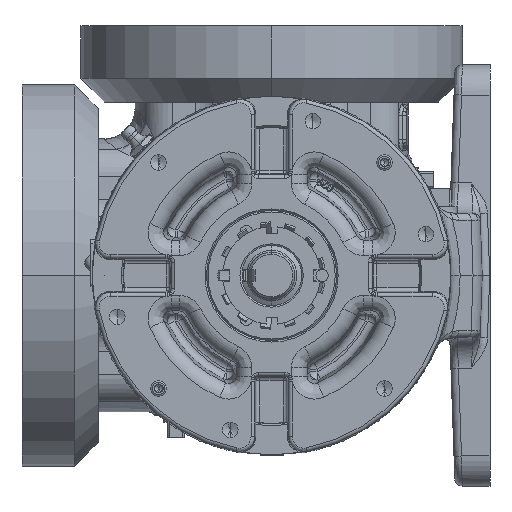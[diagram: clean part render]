
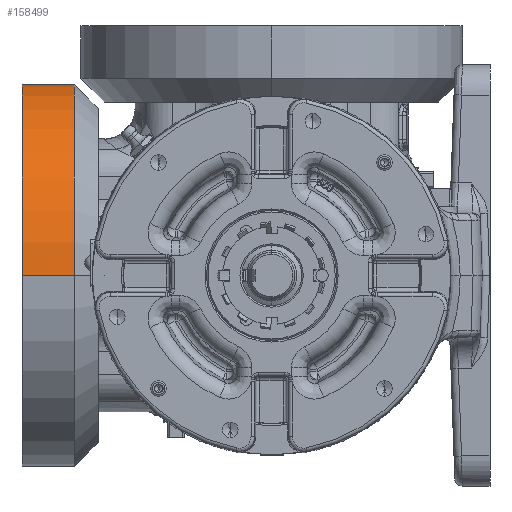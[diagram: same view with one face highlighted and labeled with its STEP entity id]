
A CAD part, left-side view. The second image highlights one B-rep face of the part: STEP entity #158499.
In plain terms, the highlighted cylindrical face has radius 77.724 mm (diameter 155.448 mm), a partial arc.
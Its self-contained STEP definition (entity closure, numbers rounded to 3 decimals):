
#3821 = CARTESIAN_POINT ( 'NONE',  ( 46.609, 80.264, 0. ) ) ;
#16034 = DIRECTION ( 'NONE',  ( 0., -1., 0. ) ) ;
#16405 = DIRECTION ( 'NONE',  ( 0., -1., 0. ) ) ;
#21140 = CARTESIAN_POINT ( 'NONE',  ( 124.333, 101.6, 0. ) ) ;
#28384 = EDGE_LOOP ( 'NONE', ( #47093, #98414, #130326, #68277 ) ) ;
#28605 = FACE_OUTER_BOUND ( 'NONE', #28384, .T. ) ;
#30241 = CARTESIAN_POINT ( 'NONE',  ( -31.115, 61.915, 0. ) ) ;
#31127 = DIRECTION ( 'NONE',  ( 0., -1., 0. ) ) ;
#34863 = CARTESIAN_POINT ( 'NONE',  ( 124.333, 61.915, 0. ) ) ;
#39690 = EDGE_CURVE ( 'NONE', #111414, #134998, #68648, .T. ) ;
#44848 = AXIS2_PLACEMENT_3D ( 'NONE', #97748, #16405, #113872 ) ;
#45925 = DIRECTION ( 'NONE',  ( -1., 0., 0. ) ) ;
#47093 = ORIENTED_EDGE ( 'NONE', *, *, #81546, .F. ) ;
#68277 = ORIENTED_EDGE ( 'NONE', *, *, #39690, .F. ) ;
#68648 = CIRCLE ( 'NONE', #114344, 77.724 ) ;
#70027 = VERTEX_POINT ( 'NONE', #82573 ) ;
#81546 = EDGE_CURVE ( 'NONE', #99865, #111414, #157354, .T. ) ;
#82573 = CARTESIAN_POINT ( 'NONE',  ( -31.115, 101.6, 0. ) ) ;
#94514 = VECTOR ( 'NONE', #123709, 1000. ) ;
#97748 = CARTESIAN_POINT ( 'NONE',  ( 46.609, 101.6, 0. ) ) ;
#98414 = ORIENTED_EDGE ( 'NONE', *, *, #136146, .T. ) ;
#99150 = CARTESIAN_POINT ( 'NONE',  ( 46.609, 61.915, 0. ) ) ;
#99865 = VERTEX_POINT ( 'NONE', #21140 ) ;
#106502 = EDGE_CURVE ( 'NONE', #70027, #134998, #166206, .T. ) ;
#111414 = VERTEX_POINT ( 'NONE', #142892 ) ;
#113872 = DIRECTION ( 'NONE',  ( -1., 0., 0. ) ) ;
#114344 = AXIS2_PLACEMENT_3D ( 'NONE', #3821, #154999, #45925 ) ;
#123709 = DIRECTION ( 'NONE',  ( 0., -1., 0. ) ) ;
#130326 = ORIENTED_EDGE ( 'NONE', *, *, #106502, .T. ) ;
#134998 = VERTEX_POINT ( 'NONE', #172944 ) ;
#136146 = EDGE_CURVE ( 'NONE', #99865, #70027, #150391, .T. ) ;
#137683 = CYLINDRICAL_SURFACE ( 'NONE', #163849, 77.724 ) ;
#142892 = CARTESIAN_POINT ( 'NONE',  ( 124.333, 80.264, 0. ) ) ;
#150391 = CIRCLE ( 'NONE', #44848, 77.724 ) ;
#154999 = DIRECTION ( 'NONE',  ( 0., -1., 0. ) ) ;
#156168 = VECTOR ( 'NONE', #31127, 1000. ) ;
#157354 = LINE ( 'NONE', #34863, #94514 ) ;
#158499 = ADVANCED_FACE ( 'Defeatured_0_1243', ( #28605 ), #137683, .T. ) ;
#163849 = AXIS2_PLACEMENT_3D ( 'NONE', #99150, #16034, #168105 ) ;
#166206 = LINE ( 'NONE', #30241, #156168 ) ;
#168105 = DIRECTION ( 'NONE',  ( -1., 0., 0. ) ) ;
#172944 = CARTESIAN_POINT ( 'NONE',  ( -31.115, 80.264, 0. ) ) ;
